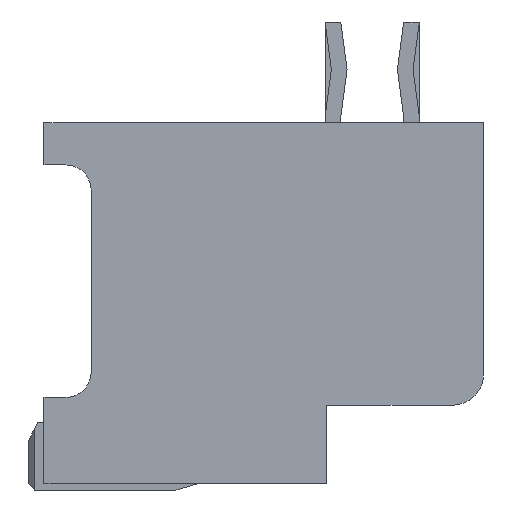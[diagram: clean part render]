
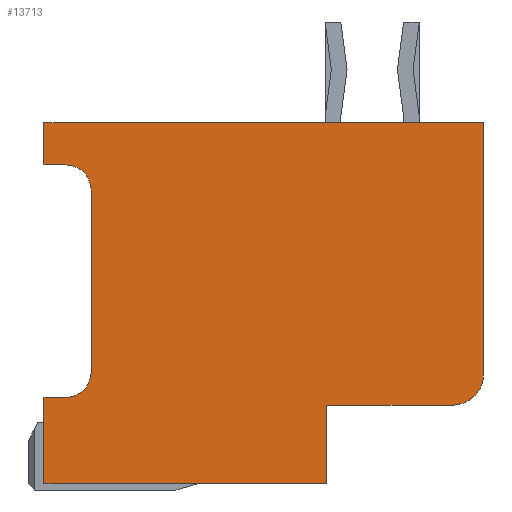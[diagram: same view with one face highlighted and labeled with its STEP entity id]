
A CAD part, left-side view. The second image highlights one B-rep face of the part: STEP entity #13713.
In plain terms, the highlighted planar face has unit normal (-1, 0, 0).
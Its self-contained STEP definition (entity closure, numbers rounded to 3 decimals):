
#2975=DIRECTION('',(0.,-1.,0.));
#2976=VECTOR('',#2975,14.);
#2977=CARTESIAN_POINT('',(-9.7,7.,5.05));
#2978=LINE('',#2977,#2976);
#2979=DIRECTION('',(0.,0.,-1.));
#2980=VECTOR('',#2979,8.);
#2981=CARTESIAN_POINT('',(-9.7,-7.,5.05));
#2982=LINE('',#2981,#2980);
#2983=CARTESIAN_POINT('',(-9.7,-6.,-2.95));
#2984=DIRECTION('',(1.,0.,0.));
#2985=DIRECTION('',(0.,-1.,0.));
#2986=AXIS2_PLACEMENT_3D('',#2983,#2984,#2985);
#2988=DIRECTION('',(0.,1.,0.));
#2989=VECTOR('',#2988,4.);
#2990=CARTESIAN_POINT('',(-9.7,-6.,-3.95));
#2991=LINE('',#2990,#2989);
#2992=DIRECTION('',(0.,0.,-1.));
#2993=VECTOR('',#2992,2.5);
#2994=CARTESIAN_POINT('',(-9.7,-2.,-3.95));
#2995=LINE('',#2994,#2993);
#2996=DIRECTION('',(0.,1.,0.));
#2997=VECTOR('',#2996,9.);
#2998=CARTESIAN_POINT('',(-9.7,-2.,-6.45));
#2999=LINE('',#2998,#2997);
#3000=DIRECTION('',(0.,0.,1.));
#3001=VECTOR('',#3000,2.75);
#3002=CARTESIAN_POINT('',(-9.7,7.,-6.45));
#3003=LINE('',#3002,#3001);
#3004=DIRECTION('',(0.,-1.,0.));
#3005=VECTOR('',#3004,0.7);
#3006=CARTESIAN_POINT('',(-9.7,7.,-3.7));
#3007=LINE('',#3006,#3005);
#3008=CARTESIAN_POINT('',(-9.7,6.3,-2.9));
#3009=DIRECTION('',(-1.,0.,0.));
#3010=DIRECTION('',(0.,0.,-1.));
#3011=AXIS2_PLACEMENT_3D('',#3008,#3009,#3010);
#3013=DIRECTION('',(0.,0.,1.));
#3014=VECTOR('',#3013,5.8);
#3015=CARTESIAN_POINT('',(-9.7,5.5,-2.9));
#3016=LINE('',#3015,#3014);
#3017=CARTESIAN_POINT('',(-9.7,6.3,2.9));
#3018=DIRECTION('',(-1.,0.,0.));
#3019=DIRECTION('',(0.,-1.,0.));
#3020=AXIS2_PLACEMENT_3D('',#3017,#3018,#3019);
#3022=DIRECTION('',(0.,1.,0.));
#3023=VECTOR('',#3022,0.7);
#3024=CARTESIAN_POINT('',(-9.7,6.3,3.7));
#3025=LINE('',#3024,#3023);
#3026=DIRECTION('',(0.,0.,1.));
#3027=VECTOR('',#3026,1.35);
#3028=CARTESIAN_POINT('',(-9.7,7.,3.7));
#3029=LINE('',#3028,#3027);
#7375=CARTESIAN_POINT('',(-9.7,7.,5.05));
#7376=CARTESIAN_POINT('',(-9.7,-7.,5.05));
#7377=VERTEX_POINT('',#7375);
#7378=VERTEX_POINT('',#7376);
#7379=CARTESIAN_POINT('',(-9.7,-7.,-2.95));
#7380=VERTEX_POINT('',#7379);
#7381=CARTESIAN_POINT('',(-9.7,-6.,-3.95));
#7382=VERTEX_POINT('',#7381);
#7383=CARTESIAN_POINT('',(-9.7,-2.,-3.95));
#7384=VERTEX_POINT('',#7383);
#7385=CARTESIAN_POINT('',(-9.7,-2.,-6.45));
#7386=VERTEX_POINT('',#7385);
#7387=CARTESIAN_POINT('',(-9.7,7.,-6.45));
#7388=VERTEX_POINT('',#7387);
#7389=CARTESIAN_POINT('',(-9.7,7.,-3.7));
#7390=VERTEX_POINT('',#7389);
#7405=CARTESIAN_POINT('',(-9.7,6.3,-3.7));
#7406=VERTEX_POINT('',#7405);
#7407=CARTESIAN_POINT('',(-9.7,5.5,-2.9));
#7408=VERTEX_POINT('',#7407);
#7409=CARTESIAN_POINT('',(-9.7,5.5,2.9));
#7410=VERTEX_POINT('',#7409);
#7411=CARTESIAN_POINT('',(-9.7,6.3,3.7));
#7412=VERTEX_POINT('',#7411);
#7413=CARTESIAN_POINT('',(-9.7,7.,3.7));
#7414=VERTEX_POINT('',#7413);
#13683=CARTESIAN_POINT('',(-9.7,0.,0.));
#13684=DIRECTION('',(1.,0.,0.));
#13685=DIRECTION('',(0.,0.,-1.));
#13686=AXIS2_PLACEMENT_3D('',#13683,#13684,#13685);
#13687=PLANE('',#13686);
#13689=ORIENTED_EDGE('',*,*,#13688,.T.);
#13691=ORIENTED_EDGE('',*,*,#13690,.T.);
#13693=ORIENTED_EDGE('',*,*,#13692,.T.);
#13695=ORIENTED_EDGE('',*,*,#13694,.T.);
#13696=ORIENTED_EDGE('',*,*,#13088,.T.);
#13697=ORIENTED_EDGE('',*,*,#13278,.T.);
#13698=ORIENTED_EDGE('',*,*,#10972,.T.);
#13700=ORIENTED_EDGE('',*,*,#13699,.T.);
#13702=ORIENTED_EDGE('',*,*,#13701,.T.);
#13704=ORIENTED_EDGE('',*,*,#13703,.T.);
#13706=ORIENTED_EDGE('',*,*,#13705,.T.);
#13708=ORIENTED_EDGE('',*,*,#13707,.T.);
#13710=ORIENTED_EDGE('',*,*,#13709,.T.);
#13711=EDGE_LOOP('',(#13689,#13691,#13693,#13695,#13696,#13697,#13698,#13700,
#13702,#13704,#13706,#13708,#13710));
#13712=FACE_OUTER_BOUND('',#13711,.F.);
#13713=ADVANCED_FACE('',(#13712),#13687,.F.);
#2987=CIRCLE('',#2986,1.);
#3012=CIRCLE('',#3011,0.8);
#3021=CIRCLE('',#3020,0.8);
#10972=EDGE_CURVE('',#7388,#7390,#3003,.T.);
#13088=EDGE_CURVE('',#7384,#7386,#2995,.T.);
#13278=EDGE_CURVE('',#7386,#7388,#2999,.T.);
#13688=EDGE_CURVE('',#7377,#7378,#2978,.T.);
#13690=EDGE_CURVE('',#7378,#7380,#2982,.T.);
#13692=EDGE_CURVE('',#7380,#7382,#2987,.T.);
#13694=EDGE_CURVE('',#7382,#7384,#2991,.T.);
#13699=EDGE_CURVE('',#7390,#7406,#3007,.T.);
#13701=EDGE_CURVE('',#7406,#7408,#3012,.T.);
#13703=EDGE_CURVE('',#7408,#7410,#3016,.T.);
#13705=EDGE_CURVE('',#7410,#7412,#3021,.T.);
#13707=EDGE_CURVE('',#7412,#7414,#3025,.T.);
#13709=EDGE_CURVE('',#7414,#7377,#3029,.T.);
